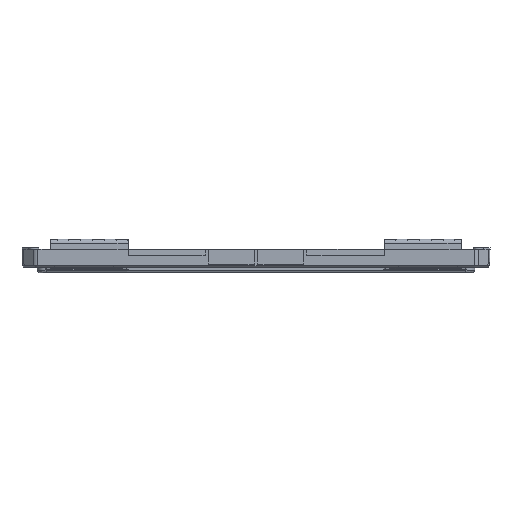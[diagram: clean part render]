
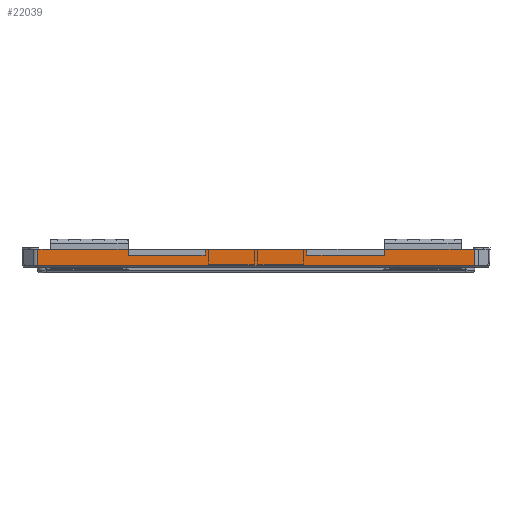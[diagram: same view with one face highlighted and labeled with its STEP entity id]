
A CAD part, left-side view. The second image highlights one B-rep face of the part: STEP entity #22039.
In plain terms, the highlighted planar face has unit normal (-1, 0, -0.018).
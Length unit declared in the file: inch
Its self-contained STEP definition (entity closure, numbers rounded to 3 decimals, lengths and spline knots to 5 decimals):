
#11 = DIRECTION ( 'NONE',  ( -0.017, 0., 1. ) ) ;
#19 = DIRECTION ( 'NONE',  ( -0.017, 0., 1. ) ) ;
#174 = CARTESIAN_POINT ( 'NONE',  ( -9.0735, 9.21996, 1. ) ) ;
#361 = DIRECTION ( 'NONE',  ( 0.017, 0.007, -1. ) ) ;
#550 = CARTESIAN_POINT ( 'NONE',  ( -9.0735, 9.3235, 1. ) ) ;
#848 = ORIENTED_EDGE ( 'NONE', *, *, #10776, .T. ) ;
#1082 = CARTESIAN_POINT ( 'NONE',  ( -9.06914, -2.15345, 0.75 ) ) ;
#1179 = ORIENTED_EDGE ( 'NONE', *, *, #6683, .T. ) ;
#1188 = VERTEX_POINT ( 'NONE', #10930 ) ;
#1410 = CARTESIAN_POINT ( 'NONE',  ( -9.0735, -5.42641, 1. ) ) ;
#1801 = LINE ( 'NONE', #3738, #11439 ) ;
#1924 = VECTOR ( 'NONE', #17865, 39.37008 ) ;
#1948 = DIRECTION ( 'NONE',  ( 0., 1., 0. ) ) ;
#2040 = CARTESIAN_POINT ( 'NONE',  ( -9.0735, 9.3235, 1. ) ) ;
#2149 = PLANE ( 'NONE',  #14917 ) ;
#2395 = CARTESIAN_POINT ( 'NONE',  ( -9.0735, 9.3235, 1. ) ) ;
#2509 = EDGE_CURVE ( 'NONE', #17145, #6618, #10484, .T. ) ;
#2671 = VECTOR ( 'NONE', #22755, 39.37008 ) ;
#2821 = EDGE_CURVE ( 'NONE', #18546, #7111, #23130, .T. ) ;
#2922 = VECTOR ( 'NONE', #17532, 39.37008 ) ;
#3282 = LINE ( 'NONE', #10145, #19049 ) ;
#3738 = CARTESIAN_POINT ( 'NONE',  ( -9.0735, 5.4055, 1. ) ) ;
#4023 = EDGE_CURVE ( 'NONE', #6965, #21488, #11846, .T. ) ;
#4078 = CARTESIAN_POINT ( 'NONE',  ( -9.07234, -9.21948, 0.93336 ) ) ;
#4248 = CARTESIAN_POINT ( 'NONE',  ( -9.0735, -8.665, 1. ) ) ;
#4505 = VECTOR ( 'NONE', #1948, 39.37008 ) ;
#4991 = ORIENTED_EDGE ( 'NONE', *, *, #2509, .T. ) ;
#5017 = VERTEX_POINT ( 'NONE', #23015 ) ;
#5214 = CARTESIAN_POINT ( 'NONE',  ( -9.0735, 2.14909, 1. ) ) ;
#5258 = VECTOR ( 'NONE', #19810, 39.37008 ) ;
#5344 = DIRECTION ( 'NONE',  ( 0.017, 0.017, -1. ) ) ;
#5413 = CARTESIAN_POINT ( 'NONE',  ( -9.06914, 9.3235, 0.75 ) ) ;
#5772 = LINE ( 'NONE', #5413, #11435 ) ;
#5881 = LINE ( 'NONE', #4078, #19868 ) ;
#6618 = VERTEX_POINT ( 'NONE', #11747 ) ;
#6683 = EDGE_CURVE ( 'NONE', #15590, #7953, #14035, .T. ) ;
#6965 = VERTEX_POINT ( 'NONE', #7861 ) ;
#7111 = VERTEX_POINT ( 'NONE', #14134 ) ;
#7629 = ORIENTED_EDGE ( 'NONE', *, *, #19273, .F. ) ;
#7861 = CARTESIAN_POINT ( 'NONE',  ( -9.0735, -9.21996, 1. ) ) ;
#7953 = VERTEX_POINT ( 'NONE', #13422 ) ;
#8605 = CARTESIAN_POINT ( 'NONE',  ( -9.06914, 9.3235, 0.75 ) ) ;
#8674 = ORIENTED_EDGE ( 'NONE', *, *, #11180, .T. ) ;
#8802 = EDGE_CURVE ( 'NONE', #6965, #15891, #5881, .T. ) ;
#8904 = CARTESIAN_POINT ( 'NONE',  ( -9.0735, 9.3235, 1. ) ) ;
#9132 = DIRECTION ( 'NONE',  ( -1., 0., -0.017 ) ) ;
#9179 = DIRECTION ( 'NONE',  ( -0.017, 0.017, 1. ) ) ;
#9484 = CARTESIAN_POINT ( 'NONE',  ( -9.0735, 2.14909, 1. ) ) ;
#9832 = ORIENTED_EDGE ( 'NONE', *, *, #8802, .F. ) ;
#10145 = CARTESIAN_POINT ( 'NONE',  ( -9.0735, 9.3235, 1. ) ) ;
#10484 = LINE ( 'NONE', #8904, #23030 ) ;
#10536 = DIRECTION ( 'NONE',  ( 0.017, -0.007, -1. ) ) ;
#10776 = EDGE_CURVE ( 'NONE', #14824, #1188, #20923, .T. ) ;
#10837 = CARTESIAN_POINT ( 'NONE',  ( -9.0735, 5.4055, 1. ) ) ;
#10930 = CARTESIAN_POINT ( 'NONE',  ( -9.06914, -5.41266, 0.75 ) ) ;
#11180 = EDGE_CURVE ( 'NONE', #11395, #5017, #18306, .T. ) ;
#11395 = VERTEX_POINT ( 'NONE', #1082 ) ;
#11435 = VECTOR ( 'NONE', #12625, 39.37008 ) ;
#11439 = VECTOR ( 'NONE', #19, 39.37008 ) ;
#11747 = CARTESIAN_POINT ( 'NONE',  ( -9.0735, 8.675, 1. ) ) ;
#11846 = LINE ( 'NONE', #550, #2671 ) ;
#12021 = EDGE_CURVE ( 'NONE', #22066, #15590, #14471, .T. ) ;
#12204 = ORIENTED_EDGE ( 'NONE', *, *, #15941, .T. ) ;
#12625 = DIRECTION ( 'NONE',  ( 0., 1., 0. ) ) ;
#13361 = EDGE_LOOP ( 'NONE', ( #23525, #848, #18164, #8674, #20248, #19550, #1179, #12204, #4991, #17694, #18471, #7629, #9832, #23064 ) ) ;
#13422 = CARTESIAN_POINT ( 'NONE',  ( -9.06914, 5.4055, 0.75 ) ) ;
#13677 = EDGE_CURVE ( 'NONE', #6618, #18546, #13823, .T. ) ;
#13823 = LINE ( 'NONE', #2395, #2922 ) ;
#14035 = LINE ( 'NONE', #8605, #1924 ) ;
#14134 = CARTESIAN_POINT ( 'NONE',  ( -9.06146, 9.21497, 0.30999 ) ) ;
#14430 = DIRECTION ( 'NONE',  ( 0., 1., 0. ) ) ;
#14471 = LINE ( 'NONE', #5214, #20607 ) ;
#14646 = EDGE_CURVE ( 'NONE', #5017, #22066, #3282, .T. ) ;
#14824 = VERTEX_POINT ( 'NONE', #1410 ) ;
#14917 = AXIS2_PLACEMENT_3D ( 'NONE', #2040, #9132, #11 ) ;
#15590 = VERTEX_POINT ( 'NONE', #18545 ) ;
#15867 = LINE ( 'NONE', #19595, #5258 ) ;
#15891 = VERTEX_POINT ( 'NONE', #21630 ) ;
#15941 = EDGE_CURVE ( 'NONE', #7953, #17145, #1801, .T. ) ;
#16296 = CARTESIAN_POINT ( 'NONE',  ( -9.07185, -5.41687, 0.90532 ) ) ;
#16473 = FACE_OUTER_BOUND ( 'NONE', #13361, .T. ) ;
#16474 = EDGE_CURVE ( 'NONE', #21488, #14824, #15867, .T. ) ;
#16552 = CARTESIAN_POINT ( 'NONE',  ( -9.0735, -5.42208, 1. ) ) ;
#17145 = VERTEX_POINT ( 'NONE', #10837 ) ;
#17532 = DIRECTION ( 'NONE',  ( 0., 1., 0. ) ) ;
#17694 = ORIENTED_EDGE ( 'NONE', *, *, #13677, .T. ) ;
#17863 = CARTESIAN_POINT ( 'NONE',  ( -9.0735, 9.21996, 1. ) ) ;
#17865 = DIRECTION ( 'NONE',  ( 0., 1., 0. ) ) ;
#18164 = ORIENTED_EDGE ( 'NONE', *, *, #21615, .T. ) ;
#18306 = LINE ( 'NONE', #21663, #20224 ) ;
#18469 = CARTESIAN_POINT ( 'NONE',  ( -9.06914, -5.41266, 0.75 ) ) ;
#18471 = ORIENTED_EDGE ( 'NONE', *, *, #2821, .T. ) ;
#18545 = CARTESIAN_POINT ( 'NONE',  ( -9.06914, 2.15345, 0.75 ) ) ;
#18546 = VERTEX_POINT ( 'NONE', #174 ) ;
#18637 = LINE ( 'NONE', #22355, #4505 ) ;
#19049 = VECTOR ( 'NONE', #19519, 39.37008 ) ;
#19273 = EDGE_CURVE ( 'NONE', #15891, #7111, #18637, .T. ) ;
#19519 = DIRECTION ( 'NONE',  ( 0., 1., 0. ) ) ;
#19550 = ORIENTED_EDGE ( 'NONE', *, *, #12021, .T. ) ;
#19595 = CARTESIAN_POINT ( 'NONE',  ( -9.0735, 9.3235, 1. ) ) ;
#19810 = DIRECTION ( 'NONE',  ( 0., 1., 0. ) ) ;
#19868 = VECTOR ( 'NONE', #361, 39.37008 ) ;
#20224 = VECTOR ( 'NONE', #9179, 39.37008 ) ;
#20248 = ORIENTED_EDGE ( 'NONE', *, *, #14646, .T. ) ;
#20607 = VECTOR ( 'NONE', #5344, 39.37008 ) ;
#20923 =( BOUNDED_CURVE ( )  B_SPLINE_CURVE ( 3, ( #23485, #16552, #16296, #18469 ),
 .UNSPECIFIED., .F., .F. ) 
 B_SPLINE_CURVE_WITH_KNOTS ( ( 4, 4 ),
 ( 3.14205, 4.3601 ),
 .UNSPECIFIED. ) 
 CURVE ( )  GEOMETRIC_REPRESENTATION_ITEM ( )  RATIONAL_B_SPLINE_CURVE ( ( 1., 0.88, 0.88, 1. ) ) 
 REPRESENTATION_ITEM ( '' )  );
#21488 = VERTEX_POINT ( 'NONE', #4248 ) ;
#21615 = EDGE_CURVE ( 'NONE', #1188, #11395, #5772, .T. ) ;
#21630 = CARTESIAN_POINT ( 'NONE',  ( -9.06146, -9.21497, 0.30999 ) ) ;
#21663 = CARTESIAN_POINT ( 'NONE',  ( -9.06914, -2.15345, 0.75 ) ) ;
#22039 = ADVANCED_FACE ( 'NONE', ( #16473 ), #2149, .T. ) ;
#22066 = VERTEX_POINT ( 'NONE', #9484 ) ;
#22264 = VECTOR ( 'NONE', #10536, 39.37008 ) ;
#22355 = CARTESIAN_POINT ( 'NONE',  ( -9.06146, 0.00001, 0.30999 ) ) ;
#22755 = DIRECTION ( 'NONE',  ( 0., 1., 0. ) ) ;
#23015 = CARTESIAN_POINT ( 'NONE',  ( -9.0735, -2.14909, 1. ) ) ;
#23030 = VECTOR ( 'NONE', #14430, 39.37008 ) ;
#23064 = ORIENTED_EDGE ( 'NONE', *, *, #4023, .T. ) ;
#23130 = LINE ( 'NONE', #17863, #22264 ) ;
#23485 = CARTESIAN_POINT ( 'NONE',  ( -9.0735, -5.42641, 1. ) ) ;
#23525 = ORIENTED_EDGE ( 'NONE', *, *, #16474, .T. ) ;
